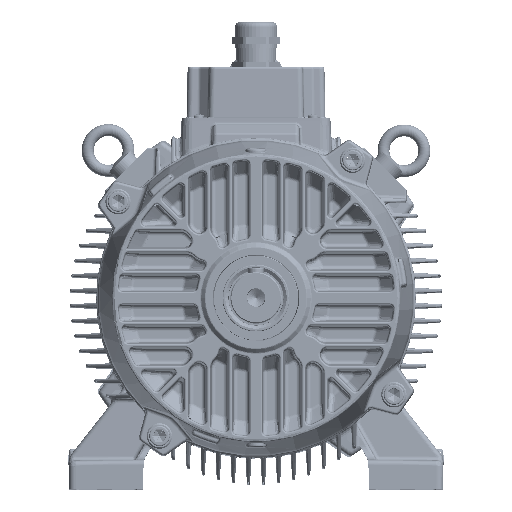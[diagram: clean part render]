
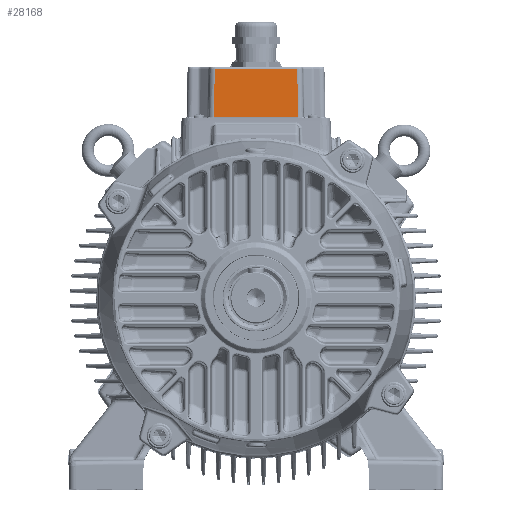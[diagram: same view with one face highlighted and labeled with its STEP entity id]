
A CAD part, top view. The second image highlights one B-rep face of the part: STEP entity #28168.
In plain terms, the highlighted planar face has unit normal (0, 0.018, 1).
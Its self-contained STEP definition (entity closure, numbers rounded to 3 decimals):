
#12305=FACE_OUTER_BOUND('',#44773,.T.);
#13262=PLANE('',#124364);
#16992=LINE('',#259484,#20870);
#17065=LINE('',#260392,#20943);
#17085=LINE('',#260457,#20963);
#17096=LINE('',#260666,#20974);
#20870=VECTOR('',#152610,1.);
#20943=VECTOR('',#152955,1.);
#20963=VECTOR('',#153029,1.);
#20974=VECTOR('',#153112,1.);
#28168=ADVANCED_FACE('',(#12305),#13262,.T.);
#44773=EDGE_LOOP('',(#82720,#82721,#82722,#82723));
#82720=ORIENTED_EDGE('',*,*,#110412,.T.);
#82721=ORIENTED_EDGE('',*,*,#110663,.T.);
#82722=ORIENTED_EDGE('',*,*,#110601,.T.);
#82723=ORIENTED_EDGE('',*,*,#110630,.T.);
#92987=VERTEX_POINT('',#259229);
#93016=VERTEX_POINT('',#259357);
#93022=VERTEX_POINT('',#259387);
#93028=VERTEX_POINT('',#259439);
#110412=EDGE_CURVE('',#93016,#93022,#16992,.T.);
#110601=EDGE_CURVE('',#92987,#93028,#17065,.T.);
#110630=EDGE_CURVE('',#93028,#93016,#17085,.T.);
#110663=EDGE_CURVE('',#93022,#92987,#17096,.T.);
#124364=AXIS2_PLACEMENT_3D('',#260675,#153127,#153128);
#152610=DIRECTION('',(-0.017,-1.,0.017));
#152955=DIRECTION('',(-0.017,1.,-0.017));
#153029=DIRECTION('',(-1.,0.,0.));
#153112=DIRECTION('',(1.,0.,0.));
#153127=DIRECTION('',(0.,0.017,1.));
#153128=DIRECTION('',(0.,-1.,0.017));
#259229=CARTESIAN_POINT('',(49.492,212.991,-160.509));
#259357=CARTESIAN_POINT('',(-48.505,269.552,-161.496));
#259387=CARTESIAN_POINT('',(-49.492,212.991,-160.509));
#259439=CARTESIAN_POINT('',(48.505,269.552,-161.496));
#259484=CARTESIAN_POINT('',(-49.469,214.34,-160.532));
#260392=CARTESIAN_POINT('',(49.503,212.387,-160.498));
#260457=CARTESIAN_POINT('',(-48.454,269.552,-161.496));
#260666=CARTESIAN_POINT('',(49.501,212.991,-160.509));
#260675=CARTESIAN_POINT('',(56.,212.5,-160.5));
